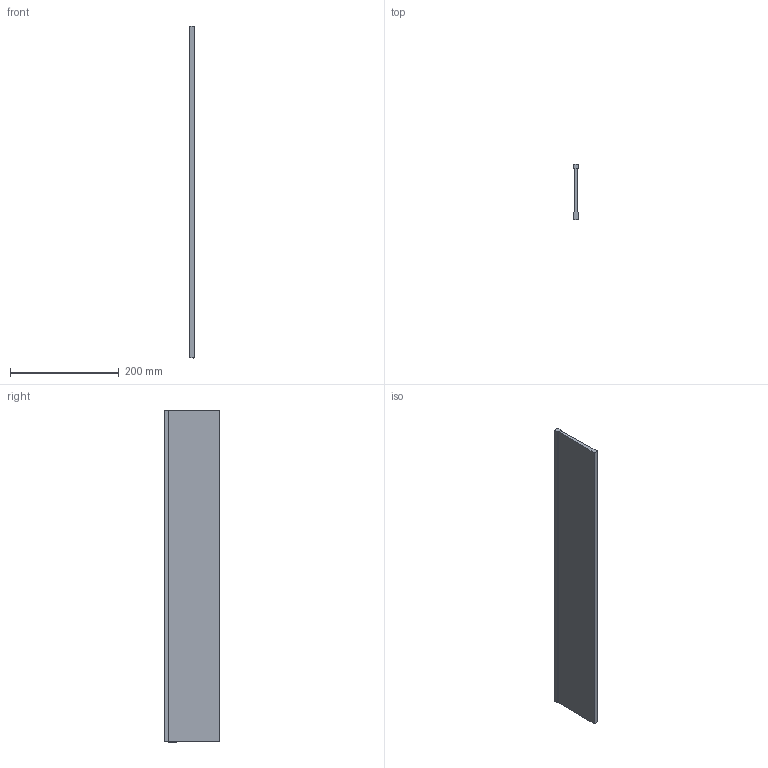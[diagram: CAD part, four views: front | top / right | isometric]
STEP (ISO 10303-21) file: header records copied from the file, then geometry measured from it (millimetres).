
FILE_DESCRIPTION (( 'STEP AP203' ), '1' );
FILE_NAME ('REV-21-6534_RevC.STEP', '2025-11-20T16:18:32', ( '' ), ( '' ), 'SwSTEP 2.0', 'SolidWorks 2022', '' );
FILE_SCHEMA (( 'CONFIG_CONTROL_DESIGN' ));
Length unit declared in the file: millimetre
Products named in the file (1): REV-21-6534_RevC
Bounding box: 7.94 x 101.6 x 609.6 mm (x, y, z)
Volume: 378310.7 mm3; surface area: 137234.3 mm2
Topology: 1 solids, 1 shells, 12 faces, 26 edges, 16 vertices
Faces by surface type: plane 12
Entity records: 395 total; most frequent: CARTESIAN_POINT 55, ORIENTED_EDGE 52, DIRECTION 52, LINE 26, EDGE_CURVE 26, VECTOR 26, VERTEX_POINT 16, AXIS2_PLACEMENT_3D 13
